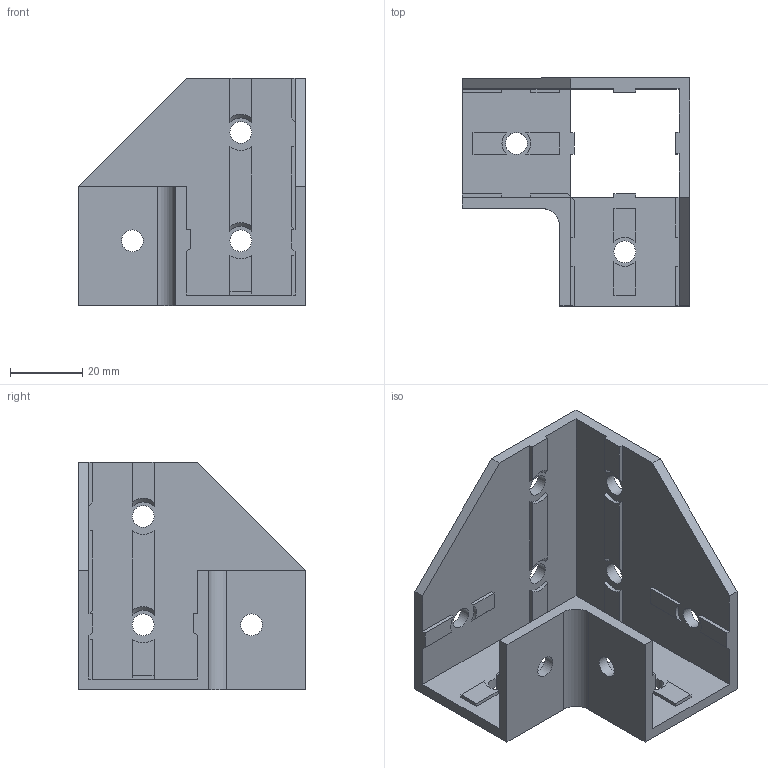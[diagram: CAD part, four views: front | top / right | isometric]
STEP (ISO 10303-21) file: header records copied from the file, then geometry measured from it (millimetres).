
FILE_DESCRIPTION(/* description */ (''),/* implementation_level */ '2;1');
FILE_NAME(/* name */ '3w caurs v2.step',/* time_stamp */ '2019-02-09T13:07:47+02:00',/* author */ ('ugunsx'),/* organization */ (''),/* preprocessor_version */ 'ST-DEVELOPER v17.2',/* originating_system */ 'Autodesk Translation Framework v7.6.0.251',/* authorisation */ '');
FILE_SCHEMA (('AUTOMOTIVE_DESIGN { 1 0 10303 214 3 1 1 }'));
Length unit declared in the file: millimetre
Products named in the file (1): 3w caurs
Bounding box: 63 x 63 x 63 mm (x, y, z)
Volume: 32132 mm3; surface area: 23168.7 mm2
Topology: 1 solids, 1 shells, 118 faces, 323 edges, 214 vertices
Faces by surface type: plane 87, cylinder 27, cone 4
Full cylindrical faces by diameter (mm): 6 x10
Entity records: 3794 total; most frequent: CARTESIAN_POINT 672, ORIENTED_EDGE 646, DIRECTION 623, EDGE_CURVE 323, LINE 245, VECTOR 245, VERTEX_POINT 214, AXIS2_PLACEMENT_3D 189
